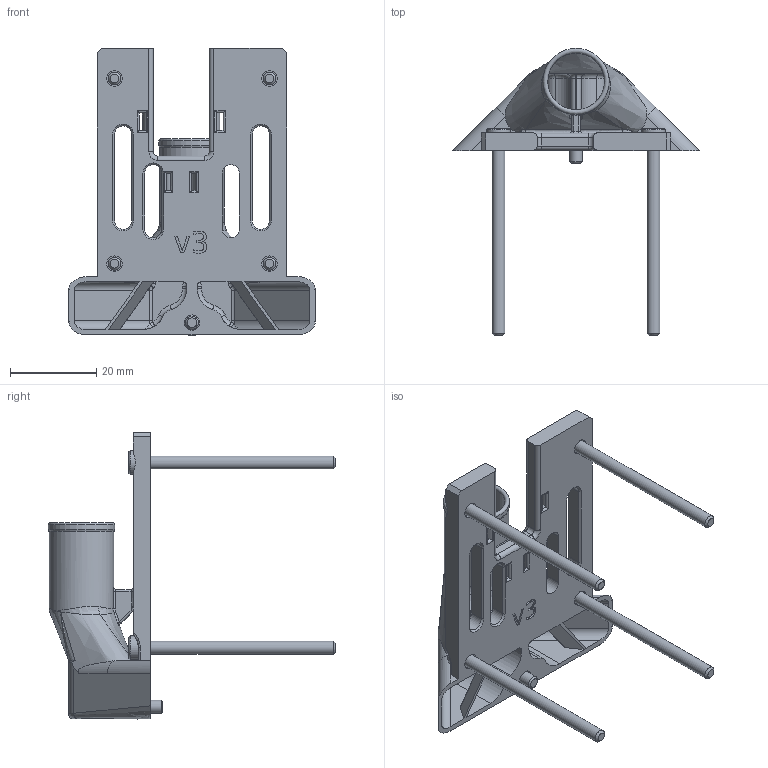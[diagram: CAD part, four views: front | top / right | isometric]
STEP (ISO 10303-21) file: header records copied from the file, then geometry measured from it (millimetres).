
FILE_DESCRIPTION(/* description */ (''),/* implementation_level */ '2;1');
FILE_NAME(/* name */ 'rear_inlet_15mm_cpap_beacon.step',/* time_stamp */ '2023-11-02T13:13:46-05:00',/* author */ (''),/* organization */ (''),/* preprocessor_version */ 'ST-DEVELOPER v20',/* originating_system */ 'Autodesk Translation Framework v12.14.0.127',/* authorisation */ '');
FILE_SCHEMA (('AUTOMOTIVE_DESIGN { 1 0 10303 214 3 1 1 }'));
Length unit declared in the file: millimetre
Products named in the file (5): rear_inlet_15mm_cpap_beacon; rear_inlet_15mm_cpap; Hardware; Screw, M3 x 6mm FHCS; Screw, M3 x 45mm, SHCS
Assembly tree (7 placements, depth 3):
  rear_inlet_15mm_cpap_beacon
    rear_inlet_15mm_cpap
    Hardware
      Screw, M3 x 6mm FHCS
      Screw, M3 x 45mm, SHCS  x4
Bounding box: 57.2 x 66.69 x 66.7 mm (x, y, z)
Volume: 12119.9 mm3; surface area: 14829.2 mm2
Topology: 6 solids, 6 shells, 486 faces, 1206 edges, 724 vertices
Faces by surface type: plane 150, cylinder 129, bspline 112, cone 63, torus 28, sphere 4
Full cylindrical faces by diameter (mm): 3 x5, 3.6 x5, 5.5 x4, 6 x3, 13.187 x1, 15 x1, 15.387 x1
Entity records: 16212 total; most frequent: CARTESIAN_POINT 6446, ORIENTED_EDGE 2158, DIRECTION 1782, EDGE_CURVE 1079, VERTEX_POINT 661, AXIS2_PLACEMENT_3D 659, LINE 464, VECTOR 464
